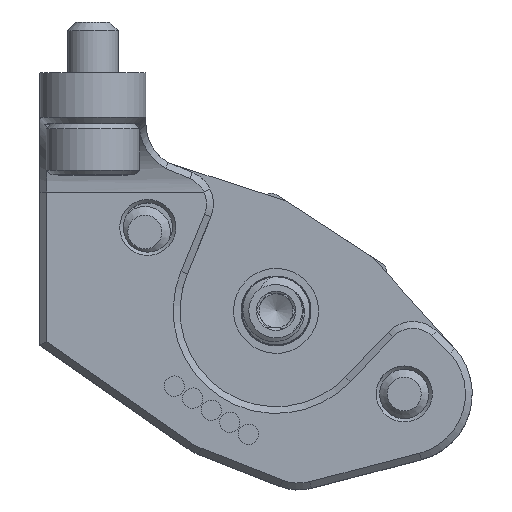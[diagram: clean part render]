
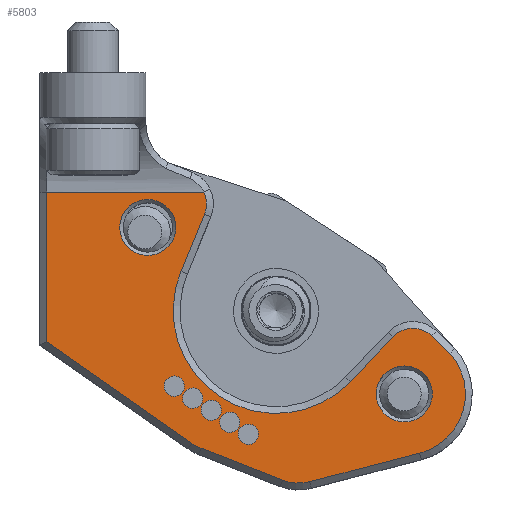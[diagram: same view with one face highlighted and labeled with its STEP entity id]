
A CAD part, top view. The second image highlights one B-rep face of the part: STEP entity #5803.
In plain terms, the highlighted face is planar.
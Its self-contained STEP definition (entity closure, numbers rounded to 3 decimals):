
#249=FACE_BOUND('',#1252,.T.);
#250=FACE_BOUND('',#1253,.T.);
#400=PLANE('',#6308);
#883=FACE_OUTER_BOUND('',#1251,.T.);
#1251=EDGE_LOOP('',(#4673,#4674,#4675,#4676,#4677,#4678,#4679,#4680,#4681,
#4682,#4683,#4684,#4685,#4686));
#1252=EDGE_LOOP('',(#4687));
#1253=EDGE_LOOP('',(#4688));
#1515=CIRCLE('',#6281,2.6);
#1517=CIRCLE('',#6285,2.6);
#1518=CIRCLE('',#6288,3.6);
#1519=CIRCLE('',#6290,1.6);
#1520=CIRCLE('',#6293,6.05);
#1521=CIRCLE('',#6296,1.6);
#1523=CIRCLE('',#6309,1.65);
#1524=CIRCLE('',#6310,1.65);
#1866=LINE('',#15542,#2171);
#1871=LINE('',#15551,#2176);
#1875=LINE('',#15563,#2180);
#1878=LINE('',#15573,#2183);
#1881=LINE('',#15588,#2186);
#1885=LINE('',#15597,#2190);
#1887=LINE('',#15603,#2192);
#1897=LINE('',#15649,#2202);
#2171=VECTOR('',#7327,10.);
#2176=VECTOR('',#7334,10.);
#2180=VECTOR('',#7346,10.);
#2183=VECTOR('',#7357,10.);
#2186=VECTOR('',#7370,10.);
#2190=VECTOR('',#7380,10.);
#2192=VECTOR('',#7388,10.);
#2202=VECTOR('',#7416,10.);
#2474=VERTEX_POINT('',#15052);
#2546=VERTEX_POINT('',#15436);
#2552=VERTEX_POINT('',#15541);
#2555=VERTEX_POINT('',#15549);
#2557=VERTEX_POINT('',#15555);
#2559=VERTEX_POINT('',#15561);
#2561=VERTEX_POINT('',#15567);
#2562=VERTEX_POINT('',#15571);
#2563=VERTEX_POINT('',#15576);
#2564=VERTEX_POINT('',#15583);
#2565=VERTEX_POINT('',#15587);
#2566=VERTEX_POINT('',#15591);
#2567=VERTEX_POINT('',#15595);
#2568=VERTEX_POINT('',#15599);
#2572=VERTEX_POINT('',#15652);
#2573=VERTEX_POINT('',#15654);
#3275=EDGE_CURVE('',#2552,#2474,#1866,.T.);
#3280=EDGE_CURVE('',#2555,#2552,#1871,.T.);
#3283=EDGE_CURVE('',#2557,#2555,#1515,.T.);
#3286=EDGE_CURVE('',#2559,#2557,#1875,.T.);
#3289=EDGE_CURVE('',#2561,#2559,#1517,.T.);
#3291=EDGE_CURVE('',#2562,#2561,#1878,.T.);
#3293=EDGE_CURVE('',#2563,#2562,#1518,.T.);
#3296=EDGE_CURVE('',#2546,#2564,#1519,.T.);
#3297=EDGE_CURVE('',#2564,#2565,#1881,.T.);
#3300=EDGE_CURVE('',#2565,#2566,#1520,.T.);
#3302=EDGE_CURVE('',#2566,#2567,#1885,.T.);
#3304=EDGE_CURVE('',#2567,#2568,#1521,.T.);
#3305=EDGE_CURVE('',#2568,#2563,#1887,.T.);
#3318=EDGE_CURVE('',#2474,#2546,#1897,.T.);
#3319=EDGE_CURVE('',#2572,#2572,#1523,.T.);
#3320=EDGE_CURVE('',#2573,#2573,#1524,.T.);
#4673=ORIENTED_EDGE('',*,*,#3296,.F.);
#4674=ORIENTED_EDGE('',*,*,#3318,.F.);
#4675=ORIENTED_EDGE('',*,*,#3275,.F.);
#4676=ORIENTED_EDGE('',*,*,#3280,.F.);
#4677=ORIENTED_EDGE('',*,*,#3283,.F.);
#4678=ORIENTED_EDGE('',*,*,#3286,.F.);
#4679=ORIENTED_EDGE('',*,*,#3289,.F.);
#4680=ORIENTED_EDGE('',*,*,#3291,.F.);
#4681=ORIENTED_EDGE('',*,*,#3293,.F.);
#4682=ORIENTED_EDGE('',*,*,#3305,.F.);
#4683=ORIENTED_EDGE('',*,*,#3304,.F.);
#4684=ORIENTED_EDGE('',*,*,#3302,.F.);
#4685=ORIENTED_EDGE('',*,*,#3300,.F.);
#4686=ORIENTED_EDGE('',*,*,#3297,.F.);
#4687=ORIENTED_EDGE('',*,*,#3319,.T.);
#4688=ORIENTED_EDGE('',*,*,#3320,.T.);
#5803=ADVANCED_FACE('',(#883,#249,#250),#400,.T.);
#6281=AXIS2_PLACEMENT_3D('',#15557,#7340,#7341);
#6285=AXIS2_PLACEMENT_3D('',#15569,#7352,#7353);
#6288=AXIS2_PLACEMENT_3D('',#15577,#7361,#7362);
#6290=AXIS2_PLACEMENT_3D('',#15585,#7366,#7367);
#6293=AXIS2_PLACEMENT_3D('',#15593,#7375,#7376);
#6296=AXIS2_PLACEMENT_3D('',#15601,#7384,#7385);
#6308=AXIS2_PLACEMENT_3D('',#15651,#7419,#7420);
#6309=AXIS2_PLACEMENT_3D('',#15653,#7421,#7422);
#6310=AXIS2_PLACEMENT_3D('',#15655,#7423,#7424);
#7327=DIRECTION('',(0.,1.,0.));
#7334=DIRECTION('',(0.,0.574,-0.819));
#7340=DIRECTION('center_axis',(1.,0.,0.));
#7341=DIRECTION('ref_axis',(0.,-0.881,-0.473));
#7346=DIRECTION('',(0.,0.365,-0.931));
#7352=DIRECTION('center_axis',(1.,0.,0.));
#7353=DIRECTION('ref_axis',(0.,-0.998,-0.06));
#7357=DIRECTION('',(0.,-0.251,-0.968));
#7361=DIRECTION('center_axis',(1.,0.,0.));
#7362=DIRECTION('ref_axis',(0.,0.951,0.309));
#7366=DIRECTION('center_axis',(1.,0.,0.));
#7367=DIRECTION('ref_axis',(0.,0.385,0.923));
#7370=DIRECTION('',(0.,-0.925,-0.38));
#7375=DIRECTION('center_axis',(-1.,0.,0.));
#7376=DIRECTION('ref_axis',(0.,0.38,-0.925));
#7380=DIRECTION('',(0.,0.724,0.69));
#7384=DIRECTION('center_axis',(1.,0.,0.));
#7385=DIRECTION('ref_axis',(0.,1.,-0.024));
#7388=DIRECTION('',(0.,-0.69,0.724));
#7416=DIRECTION('',(0.,0.,1.));
#7419=DIRECTION('center_axis',(-1.,0.,0.));
#7420=DIRECTION('ref_axis',(0.,0.,1.));
#7421=DIRECTION('center_axis',(1.,0.,0.));
#7422=DIRECTION('ref_axis',(0.,0.,1.));
#7423=DIRECTION('center_axis',(1.,0.,0.));
#7424=DIRECTION('ref_axis',(0.,0.,1.));
#15052=CARTESIAN_POINT('',(-31.85,7.132,23.275));
#15436=CARTESIAN_POINT('',(-31.85,7.132,32.534));
#15541=CARTESIAN_POINT('',(-31.85,-1.66,23.275));
#15542=CARTESIAN_POINT('',(-31.85,7.088,23.275));
#15549=CARTESIAN_POINT('',(-31.85,-7.645,31.822));
#15551=CARTESIAN_POINT('',(-31.85,-8.804,33.478));
#15555=CARTESIAN_POINT('',(-31.85,-7.935,32.364));
#15557=CARTESIAN_POINT('Origin',(-31.85,-5.515,33.314));
#15561=CARTESIAN_POINT('',(-31.85,-9.815,37.157));
#15563=CARTESIAN_POINT('',(-31.85,-8.48,33.752));
#15567=CARTESIAN_POINT('',(-31.85,-9.911,38.759));
#15569=CARTESIAN_POINT('Origin',(-31.85,-7.395,38.106));
#15571=CARTESIAN_POINT('',(-31.85,-8.233,45.23));
#15573=CARTESIAN_POINT('',(-31.85,-9.142,41.724));
#15576=CARTESIAN_POINT('',(-31.85,-2.351,47.012));
#15577=CARTESIAN_POINT('Origin',(-31.85,-4.748,44.326));
#15583=CARTESIAN_POINT('',(-31.85,5.831,32.571));
#15585=CARTESIAN_POINT('Origin',(-31.85,6.44,31.092));
#15587=CARTESIAN_POINT('',(-31.85,2.455,31.183));
#15588=CARTESIAN_POINT('',(-31.85,4.814,32.153));
#15591=CARTESIAN_POINT('',(-31.85,-4.022,41.156));
#15593=CARTESIAN_POINT('Origin',(-31.85,0.154,36.778));
#15595=CARTESIAN_POINT('',(-31.85,-1.38,43.675));
#15597=CARTESIAN_POINT('',(-31.85,-4.344,40.848));
#15599=CARTESIAN_POINT('',(-31.85,-1.326,45.937));
#15601=CARTESIAN_POINT('Origin',(-31.85,-2.484,44.833));
#15603=CARTESIAN_POINT('',(-31.85,2.271,42.165));
#15649=CARTESIAN_POINT('',(-31.85,7.132,30.8));
#15651=CARTESIAN_POINT('Origin',(-31.85,0.043,35.6));
#15652=CARTESIAN_POINT('',(-31.85,-4.748,42.676));
#15653=CARTESIAN_POINT('Origin',(-31.85,-4.748,44.326));
#15654=CARTESIAN_POINT('',(-31.85,5.055,27.58));
#15655=CARTESIAN_POINT('Origin',(-31.85,5.055,29.23));
